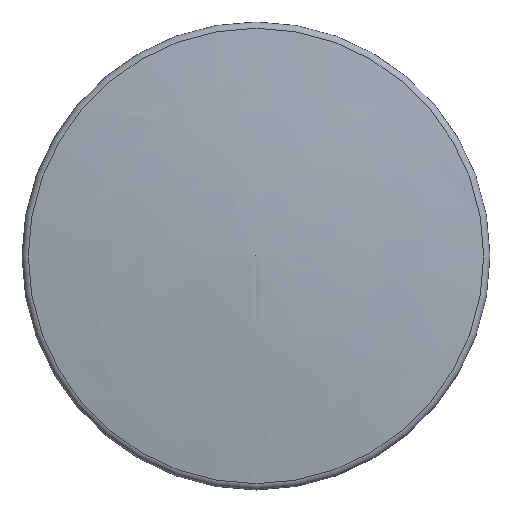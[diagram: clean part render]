
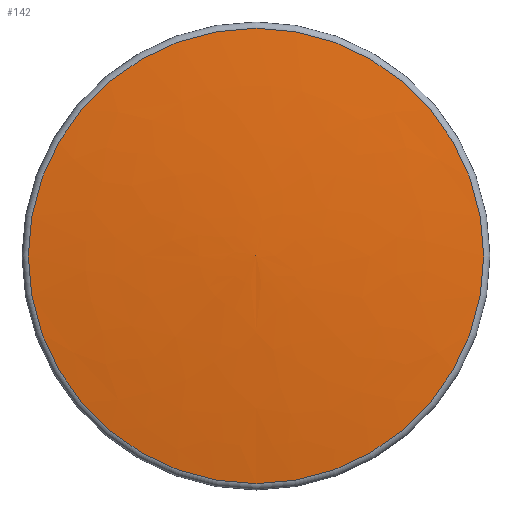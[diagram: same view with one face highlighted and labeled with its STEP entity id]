
A CAD part, top view. The second image highlights one B-rep face of the part: STEP entity #142.
In plain terms, the highlighted free-form (B-spline) face has degree [2, 2] with [3, 9] control points.
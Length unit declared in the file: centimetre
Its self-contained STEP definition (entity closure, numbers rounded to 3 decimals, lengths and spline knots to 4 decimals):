
#33=FACE_OUTER_BOUND('',#43,.T.);
#43=EDGE_LOOP('',(#103,#104,#105));
#55=CIRCLE('',#154,55.9518);
#56=CIRCLE('',#155,541.8348);
#71=VERTEX_POINT('',#262);
#72=VERTEX_POINT('',#264);
#84=EDGE_CURVE('',#71,#71,#55,.T.);
#85=EDGE_CURVE('',#71,#72,#56,.T.);
#103=ORIENTED_EDGE('',*,*,#84,.F.);
#104=ORIENTED_EDGE('',*,*,#85,.T.);
#105=ORIENTED_EDGE('',*,*,#85,.F.);
#141=(
BOUNDED_SURFACE()
B_SPLINE_SURFACE(2,2,((#235,#236,#237,#238,#239,#240,#241,#242,#243),(#244,
#245,#246,#247,#248,#249,#250,#251,#252),(#253,#254,#255,#256,#257,#258,
#259,#260,#261)),.UNSPECIFIED.,.F.,.T.,.F.)
B_SPLINE_SURFACE_WITH_KNOTS((3,3),(3,2,2,2,3),(-1.5524,-1.4488),
(-3.1416,-1.5708,0.,1.5708,3.1416),
 .UNSPECIFIED.)
GEOMETRIC_REPRESENTATION_ITEM()
RATIONAL_B_SPLINE_SURFACE(((1.,0.707,1.,0.707,1.,
0.707,1.,0.707,1.),(0.999,0.706,
0.999,0.706,0.999,0.706,
0.999,0.706,0.999),(1.,0.707,
1.,0.707,1.,0.707,1.,0.707,1.)))
REPRESENTATION_ITEM('')
SURFACE()
);
#142=ADVANCED_FACE('',(#33),#141,.F.);
#154=AXIS2_PLACEMENT_3D('',#263,#181,#182);
#155=AXIS2_PLACEMENT_3D('',#265,#183,#184);
#181=DIRECTION('center_axis',(0.,0.,
-1.));
#182=DIRECTION('ref_axis',(1.,0.,0.));
#183=DIRECTION('center_axis',(-1.,0.,0.));
#184=DIRECTION('ref_axis',(0.,-1.,0.));
#235=CARTESIAN_POINT('Ctrl Pts',(0.,0.,
76.));
#236=CARTESIAN_POINT('Ctrl Pts',(0.,0.,
76.));
#237=CARTESIAN_POINT('Ctrl Pts',(0.,0.,
76.));
#238=CARTESIAN_POINT('Ctrl Pts',(0.,0.,
76.));
#239=CARTESIAN_POINT('Ctrl Pts',(0.,0.,
76.));
#240=CARTESIAN_POINT('Ctrl Pts',(0.,0.,
76.));
#241=CARTESIAN_POINT('Ctrl Pts',(0.,0.,
76.));
#242=CARTESIAN_POINT('Ctrl Pts',(0.,0.,
76.));
#243=CARTESIAN_POINT('Ctrl Pts',(0.,0.,
76.));
#244=CARTESIAN_POINT('Ctrl Pts',(0.,-28.0778,
75.4837));
#245=CARTESIAN_POINT('Ctrl Pts',(-28.0778,-28.0778,75.4837));
#246=CARTESIAN_POINT('Ctrl Pts',(-28.0778,0.,
75.4837));
#247=CARTESIAN_POINT('Ctrl Pts',(-28.0778,28.0778,75.4837));
#248=CARTESIAN_POINT('Ctrl Pts',(0.,28.0778,
75.4837));
#249=CARTESIAN_POINT('Ctrl Pts',(28.0778,28.0778,75.4837));
#250=CARTESIAN_POINT('Ctrl Pts',(28.0778,0.,
75.4837));
#251=CARTESIAN_POINT('Ctrl Pts',(28.0778,-28.0778,75.4837));
#252=CARTESIAN_POINT('Ctrl Pts',(0.,-28.0778,
75.4837));
#253=CARTESIAN_POINT('Ctrl Pts',(0.,-55.9518,
72.0674));
#254=CARTESIAN_POINT('Ctrl Pts',(-55.9518,-55.9518,72.0674));
#255=CARTESIAN_POINT('Ctrl Pts',(-55.9518,0.,
72.0674));
#256=CARTESIAN_POINT('Ctrl Pts',(-55.9518,55.9518,72.0674));
#257=CARTESIAN_POINT('Ctrl Pts',(0.,55.9518,
72.0674));
#258=CARTESIAN_POINT('Ctrl Pts',(55.9518,55.9518,72.0674));
#259=CARTESIAN_POINT('Ctrl Pts',(55.9518,0.,
72.0674));
#260=CARTESIAN_POINT('Ctrl Pts',(55.9518,-55.9518,72.0674));
#261=CARTESIAN_POINT('Ctrl Pts',(0.,-55.9518,
72.0674));
#262=CARTESIAN_POINT('',(0.,-55.9518,72.0674));
#263=CARTESIAN_POINT('Origin',(0.,0.,
72.0674));
#264=CARTESIAN_POINT('',(0.,0.,76.));
#265=CARTESIAN_POINT('Origin',(0.,9.9625,-465.7432));
